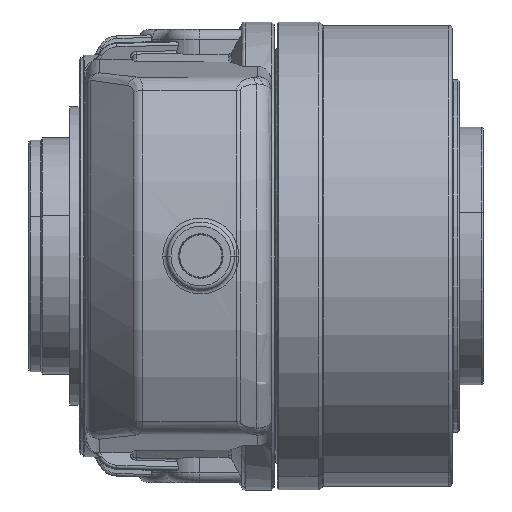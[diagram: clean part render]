
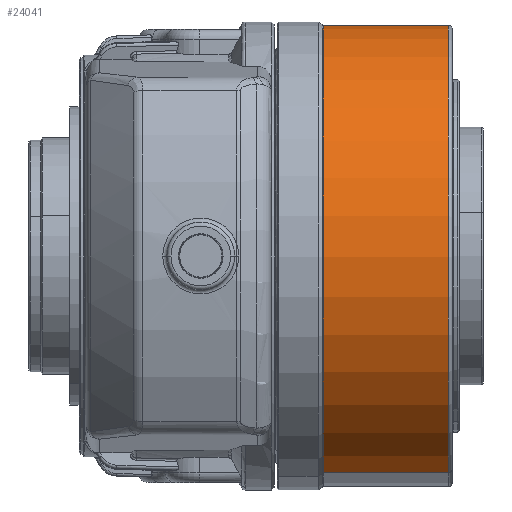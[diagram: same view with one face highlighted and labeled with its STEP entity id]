
A CAD part, front view. The second image highlights one B-rep face of the part: STEP entity #24041.
In plain terms, the highlighted cylindrical face has radius 170 mm (diameter 340 mm), a partial arc.
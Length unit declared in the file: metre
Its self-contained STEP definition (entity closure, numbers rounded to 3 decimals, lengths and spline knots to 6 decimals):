
#131 = ORIENTED_EDGE ( 'NONE', *, *, #16395, .F. ) ;
#1732 = FACE_OUTER_BOUND ( 'NONE', #27772, .T. ) ;
#1901 = EDGE_CURVE ( 'NONE', #17232, #7739, #7319, .T. ) ;
#2239 = CARTESIAN_POINT ( 'NONE',  ( 0., 0., 0. ) ) ;
#2451 = CARTESIAN_POINT ( 'NONE',  ( -0.008, 0., -0.17 ) ) ;
#3851 = CARTESIAN_POINT ( 'NONE',  ( 0., 0., -0.17 ) ) ;
#3883 = DIRECTION ( 'NONE',  ( 1., 0., 0. ) ) ;
#4964 = AXIS2_PLACEMENT_3D ( 'NONE', #9311, #28770, #12130 ) ;
#7319 = CIRCLE ( 'NONE', #4964, 0.17 ) ;
#7739 = VERTEX_POINT ( 'NONE', #12306 ) ;
#8869 = CARTESIAN_POINT ( 'NONE',  ( -0.008, 0., 0. ) ) ;
#9156 = VECTOR ( 'NONE', #3883, 1. ) ;
#9311 = CARTESIAN_POINT ( 'NONE',  ( -0.1002, 0., 0. ) ) ;
#9856 = EDGE_CURVE ( 'NONE', #14514, #34521, #35322, .T. ) ;
#9932 = EDGE_CURVE ( 'NONE', #7739, #34521, #12352, .T. ) ;
#10196 = ORIENTED_EDGE ( 'NONE', *, *, #9856, .F. ) ;
#11685 = DIRECTION ( 'NONE',  ( 0., 0., -1. ) ) ;
#12130 = DIRECTION ( 'NONE',  ( 0., 0., -1. ) ) ;
#12306 = CARTESIAN_POINT ( 'NONE',  ( -0.1002, 0., -0.17 ) ) ;
#12352 = LINE ( 'NONE', #3851, #19715 ) ;
#14514 = VERTEX_POINT ( 'NONE', #17207 ) ;
#14989 = AXIS2_PLACEMENT_3D ( 'NONE', #2239, #16282, #32885 ) ;
#16282 = DIRECTION ( 'NONE',  ( 1., 0., 0. ) ) ;
#16395 = EDGE_CURVE ( 'NONE', #17232, #14514, #17411, .T. ) ;
#17207 = CARTESIAN_POINT ( 'NONE',  ( -0.008, 0., 0.17 ) ) ;
#17232 = VERTEX_POINT ( 'NONE', #28515 ) ;
#17411 = LINE ( 'NONE', #20815, #9156 ) ;
#19715 = VECTOR ( 'NONE', #23368, 1. ) ;
#20661 = AXIS2_PLACEMENT_3D ( 'NONE', #8869, #28320, #11685 ) ;
#20815 = CARTESIAN_POINT ( 'NONE',  ( 0., 0., 0.17 ) ) ;
#23368 = DIRECTION ( 'NONE',  ( 1., 0., 0. ) ) ;
#24041 = ADVANCED_FACE ( 'NONE', ( #1732 ), #36109, .T. ) ;
#27772 = EDGE_LOOP ( 'NONE', ( #131, #31192, #35769, #10196 ) ) ;
#28320 = DIRECTION ( 'NONE',  ( 1., 0., 0. ) ) ;
#28515 = CARTESIAN_POINT ( 'NONE',  ( -0.1002, 0., 0.17 ) ) ;
#28770 = DIRECTION ( 'NONE',  ( 1., 0., 0. ) ) ;
#31192 = ORIENTED_EDGE ( 'NONE', *, *, #1901, .T. ) ;
#32885 = DIRECTION ( 'NONE',  ( 0., 0., -1. ) ) ;
#34521 = VERTEX_POINT ( 'NONE', #2451 ) ;
#35322 = CIRCLE ( 'NONE', #20661, 0.17 ) ;
#35769 = ORIENTED_EDGE ( 'NONE', *, *, #9932, .T. ) ;
#36109 = CYLINDRICAL_SURFACE ( 'NONE', #14989, 0.17 ) ;
